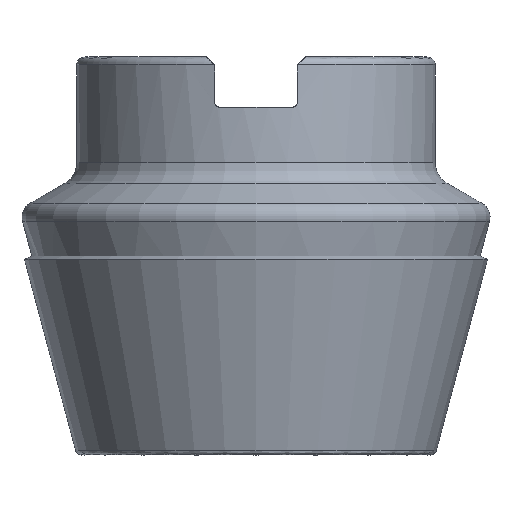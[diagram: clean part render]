
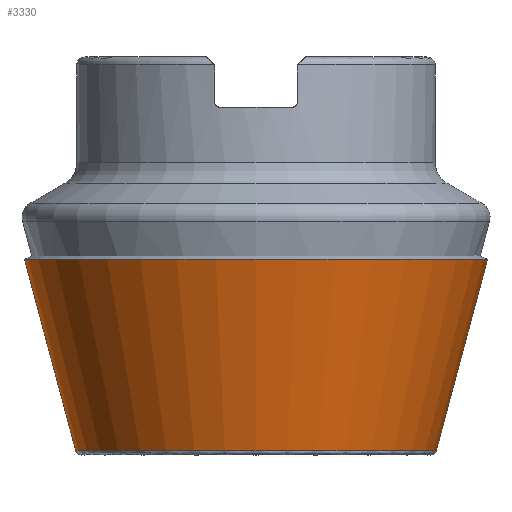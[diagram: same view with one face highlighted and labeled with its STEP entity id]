
A CAD part, left-side view. The second image highlights one B-rep face of the part: STEP entity #3330.
In plain terms, the highlighted face is a revolution surface.
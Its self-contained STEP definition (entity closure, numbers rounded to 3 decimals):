
#2322=CARTESIAN_POINT('',(0.,-22.65,49.445));
#2366=CARTESIAN_POINT('',(0.,22.65,49.445));
#2679=CARTESIAN_POINT('',(0.,0.,25.434));
#2680=DIRECTION('',(0.,0.,1.));
#2681=DIRECTION('',(0.,-1.,0.));
#2682=AXIS2_PLACEMENT_3D('',#2679,#2680,#2681);
#2723=CARTESIAN_POINT('',(0.,-22.65,49.445));
#2724=CARTESIAN_POINT('',(0.,-22.723,49.169));
#2725=CARTESIAN_POINT('',(0.,-22.87,48.617));
#2726=CARTESIAN_POINT('',(0.,-23.09,47.789));
#2727=CARTESIAN_POINT('',(0.,-23.31,46.961));
#2728=CARTESIAN_POINT('',(0.,-23.531,46.133));
#2729=CARTESIAN_POINT('',(0.,-23.751,45.305));
#2730=CARTESIAN_POINT('',(0.,-23.972,44.477));
#2731=CARTESIAN_POINT('',(0.,-24.193,43.649));
#2732=CARTESIAN_POINT('',(0.,-24.414,42.821));
#2733=CARTESIAN_POINT('',(0.,-24.635,41.993));
#2734=CARTESIAN_POINT('',(0.,-24.856,41.165));
#2735=CARTESIAN_POINT('',(0.,-25.078,40.337));
#2736=CARTESIAN_POINT('',(0.,-25.299,39.509));
#2737=CARTESIAN_POINT('',(0.,-25.521,38.681));
#2738=CARTESIAN_POINT('',(0.,-25.743,37.853));
#2739=CARTESIAN_POINT('',(0.,-25.965,37.025));
#2740=CARTESIAN_POINT('',(0.,-26.187,36.198));
#2741=CARTESIAN_POINT('',(0.,-26.409,35.37));
#2742=CARTESIAN_POINT('',(0.,-26.631,34.542));
#2743=CARTESIAN_POINT('',(0.,-26.853,33.714));
#2744=CARTESIAN_POINT('',(0.,-27.076,32.886));
#2745=CARTESIAN_POINT('',(0.,-27.298,32.058));
#2746=CARTESIAN_POINT('',(0.,-27.521,31.23));
#2747=CARTESIAN_POINT('',(0.,-27.744,30.402));
#2748=CARTESIAN_POINT('',(0.,-27.967,29.574));
#2749=CARTESIAN_POINT('',(0.,-28.19,28.746));
#2750=CARTESIAN_POINT('',(0.,-28.413,27.918));
#2751=CARTESIAN_POINT('',(0.,-28.636,27.09));
#2752=CARTESIAN_POINT('',(0.,-28.859,26.262));
#2753=CARTESIAN_POINT('',(0.,-29.008,25.71));
#2754=CARTESIAN_POINT('',(0.,-29.082,25.434));
#2759=CARTESIAN_POINT('',(0.,0.,49.445));
#2760=DIRECTION('',(0.,0.,1.));
#2761=DIRECTION('',(0.,-1.,0.));
#2762=AXIS2_PLACEMENT_3D('',#2759,#2760,#2761);
#2767=CARTESIAN_POINT('',(0.,22.65,49.445));
#2768=CARTESIAN_POINT('',(0.,22.723,49.169));
#2769=CARTESIAN_POINT('',(0.,22.87,48.617));
#2770=CARTESIAN_POINT('',(0.,23.09,47.789));
#2771=CARTESIAN_POINT('',(0.,23.31,46.961));
#2772=CARTESIAN_POINT('',(0.,23.531,46.133));
#2773=CARTESIAN_POINT('',(0.,23.751,45.305));
#2774=CARTESIAN_POINT('',(0.,23.972,44.477));
#2775=CARTESIAN_POINT('',(0.,24.193,43.649));
#2776=CARTESIAN_POINT('',(0.,24.414,42.821));
#2777=CARTESIAN_POINT('',(0.,24.635,41.993));
#2778=CARTESIAN_POINT('',(0.,24.856,41.165));
#2779=CARTESIAN_POINT('',(0.,25.078,40.337));
#2780=CARTESIAN_POINT('',(0.,25.299,39.509));
#2781=CARTESIAN_POINT('',(0.,25.521,38.681));
#2782=CARTESIAN_POINT('',(0.,25.743,37.853));
#2783=CARTESIAN_POINT('',(0.,25.965,37.025));
#2784=CARTESIAN_POINT('',(0.,26.187,36.198));
#2785=CARTESIAN_POINT('',(0.,26.409,35.37));
#2786=CARTESIAN_POINT('',(0.,26.631,34.542));
#2787=CARTESIAN_POINT('',(0.,26.853,33.714));
#2788=CARTESIAN_POINT('',(0.,27.076,32.886));
#2789=CARTESIAN_POINT('',(0.,27.298,32.058));
#2790=CARTESIAN_POINT('',(0.,27.521,31.23));
#2791=CARTESIAN_POINT('',(0.,27.744,30.402));
#2792=CARTESIAN_POINT('',(0.,27.967,29.574));
#2793=CARTESIAN_POINT('',(0.,28.19,28.746));
#2794=CARTESIAN_POINT('',(0.,28.413,27.918));
#2795=CARTESIAN_POINT('',(0.,28.636,27.09));
#2796=CARTESIAN_POINT('',(0.,28.859,
26.262));
#2797=CARTESIAN_POINT('',(0.,29.008,25.71));
#2798=CARTESIAN_POINT('',(0.,29.082,25.434));
#2812=VERTEX_POINT('',#2322);
#2813=VERTEX_POINT('',#2754);
#2818=VERTEX_POINT('',#2366);
#2819=VERTEX_POINT('',#2798);
#3285=CARTESIAN_POINT('',(0.,-29.082,25.434));
#3286=CARTESIAN_POINT('',(0.,-29.008,25.71));
#3287=CARTESIAN_POINT('',(0.,-28.859,26.262));
#3288=CARTESIAN_POINT('',(0.,-28.636,27.09));
#3289=CARTESIAN_POINT('',(0.,-28.413,27.918));
#3290=CARTESIAN_POINT('',(0.,-28.19,28.746));
#3291=CARTESIAN_POINT('',(0.,-27.967,29.574));
#3292=CARTESIAN_POINT('',(0.,-27.744,30.402));
#3293=CARTESIAN_POINT('',(0.,-27.521,31.23));
#3294=CARTESIAN_POINT('',(0.,-27.298,32.058));
#3295=CARTESIAN_POINT('',(0.,-27.076,32.886));
#3296=CARTESIAN_POINT('',(0.,-26.853,33.714));
#3297=CARTESIAN_POINT('',(0.,-26.631,34.542));
#3298=CARTESIAN_POINT('',(0.,-26.409,35.37));
#3299=CARTESIAN_POINT('',(0.,-26.187,36.198));
#3300=CARTESIAN_POINT('',(0.,-25.965,37.025));
#3301=CARTESIAN_POINT('',(0.,-25.743,37.853));
#3302=CARTESIAN_POINT('',(0.,-25.521,38.681));
#3303=CARTESIAN_POINT('',(0.,-25.299,39.509));
#3304=CARTESIAN_POINT('',(0.,-25.078,40.337));
#3305=CARTESIAN_POINT('',(0.,-24.856,41.165));
#3306=CARTESIAN_POINT('',(0.,-24.635,41.993));
#3307=CARTESIAN_POINT('',(0.,-24.414,42.821));
#3308=CARTESIAN_POINT('',(0.,-24.193,43.649));
#3309=CARTESIAN_POINT('',(0.,-23.972,44.477));
#3310=CARTESIAN_POINT('',(0.,-23.751,45.305));
#3311=CARTESIAN_POINT('',(0.,-23.531,46.133));
#3312=CARTESIAN_POINT('',(0.,-23.31,46.961));
#3313=CARTESIAN_POINT('',(0.,-23.09,47.789));
#3314=CARTESIAN_POINT('',(0.,-22.87,48.617));
#3315=CARTESIAN_POINT('',(0.,-22.723,49.169));
#3316=CARTESIAN_POINT('',(0.,-22.65,49.445));
#3318=CARTESIAN_POINT('',(0.,0.,51.448));
#3319=DIRECTION('',(0.,0.,-1.));
#3320=AXIS1_PLACEMENT('',#3318,#3319);
#3321=SURFACE_OF_REVOLUTION('',#3317,#3320);
#3323=ORIENTED_EDGE('',*,*,#3322,.F.);
#3324=ORIENTED_EDGE('',*,*,#2912,.T.);
#3326=ORIENTED_EDGE('',*,*,#3325,.T.);
#3327=ORIENTED_EDGE('',*,*,#3278,.F.);
#3328=EDGE_LOOP('',(#3323,#3324,#3326,#3327));
#3329=FACE_OUTER_BOUND('',#3328,.F.);
#3330=ADVANCED_FACE('',(#3329),#3321,.F.);
#2683=CIRCLE('',#2682,29.082);
#2755=B_SPLINE_CURVE_WITH_KNOTS('',3,(#2723,#2724,#2725,#2726,#2727,#2728,#2729,
#2730,#2731,#2732,#2733,#2734,#2735,#2736,#2737,#2738,#2739,#2740,#2741,#2742,
#2743,#2744,#2745,#2746,#2747,#2748,#2749,#2750,#2751,#2752,#2753,#2754),
.UNSPECIFIED.,.F.,.F.,(4,1,1,1,1,1,1,1,1,1,1,1,1,1,1,1,1,1,1,1,1,1,1,1,1,1,1,1,
1,4),(0.,0.034,0.069,0.103,
0.138,0.172,0.207,0.241,
0.276,0.31,0.345,0.379,
0.414,0.448,0.483,0.517,
0.552,0.586,0.621,0.655,
0.69,0.724,0.759,0.793,
0.828,0.862,0.897,0.931,
0.966,1.),.UNSPECIFIED.);
#2763=CIRCLE('',#2762,22.65);
#2799=B_SPLINE_CURVE_WITH_KNOTS('',3,(#2767,#2768,#2769,#2770,#2771,#2772,#2773,
#2774,#2775,#2776,#2777,#2778,#2779,#2780,#2781,#2782,#2783,#2784,#2785,#2786,
#2787,#2788,#2789,#2790,#2791,#2792,#2793,#2794,#2795,#2796,#2797,#2798),
.UNSPECIFIED.,.F.,.F.,(4,1,1,1,1,1,1,1,1,1,1,1,1,1,1,1,1,1,1,1,1,1,1,1,1,1,1,1,
1,4),(0.,0.034,0.069,0.103,
0.138,0.172,0.207,0.241,
0.276,0.31,0.345,0.379,
0.414,0.448,0.483,0.517,
0.552,0.586,0.621,0.655,
0.69,0.724,0.759,0.793,
0.828,0.862,0.897,0.931,
0.966,1.),.UNSPECIFIED.);
#2912=EDGE_CURVE('',#2812,#2818,#2763,.T.);
#3278=EDGE_CURVE('',#2813,#2819,#2683,.T.);
#3317=B_SPLINE_CURVE_WITH_KNOTS('',3,(#3285,#3286,#3287,#3288,#3289,#3290,#3291,
#3292,#3293,#3294,#3295,#3296,#3297,#3298,#3299,#3300,#3301,#3302,#3303,#3304,
#3305,#3306,#3307,#3308,#3309,#3310,#3311,#3312,#3313,#3314,#3315,#3316),
.UNSPECIFIED.,.F.,.F.,(4,1,1,1,1,1,1,1,1,1,1,1,1,1,1,1,1,1,1,1,1,1,1,1,1,1,1,1,
1,4),(0.,0.034,0.069,0.103,
0.138,0.172,0.207,0.241,
0.276,0.31,0.345,0.379,
0.414,0.448,0.483,0.517,
0.552,0.586,0.621,0.655,
0.69,0.724,0.759,0.793,
0.828,0.862,0.897,0.931,
0.966,1.),.UNSPECIFIED.);
#3322=EDGE_CURVE('',#2812,#2813,#2755,.T.);
#3325=EDGE_CURVE('',#2818,#2819,#2799,.T.);
